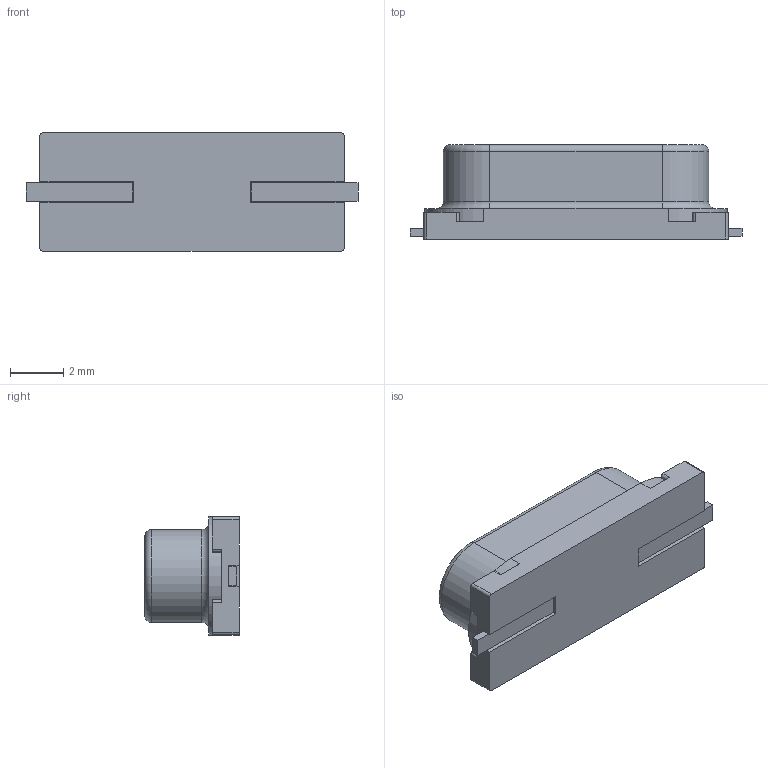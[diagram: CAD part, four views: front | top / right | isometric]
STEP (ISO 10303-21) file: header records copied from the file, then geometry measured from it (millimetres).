
FILE_DESCRIPTION (( 'STEP AP214' ), '1' );
FILE_NAME ('Êðèñòàëë 4096 Ì49.STEP', '2024-10-31T13:29:40', ( '' ), ( '' ), 'SwSTEP 2.0', 'SolidWorks 2021', '' );
FILE_SCHEMA (( 'AUTOMOTIVE_DESIGN' ));
Length unit declared in the file: millimetre
Products named in the file (1): Êðèñòàëë 4096 Ì49
Bounding box: 12.5 x 3.55 x 4.45 mm (x, y, z)
Volume: 134.7 mm3; surface area: 218 mm2
Topology: 3 solids, 3 shells, 243 faces, 676 edges, 448 vertices
Faces by surface type: plane 169, bspline 44, cylinder 26, torus 4
Entity records: 11363 total; most frequent: CARTESIAN_POINT 2652, ORIENTED_EDGE 1352, DIRECTION 1044, EDGE_CURVE 676, LINE 532, VECTOR 532, VERTEX_POINT 448, AXIS2_PLACEMENT_3D 256
